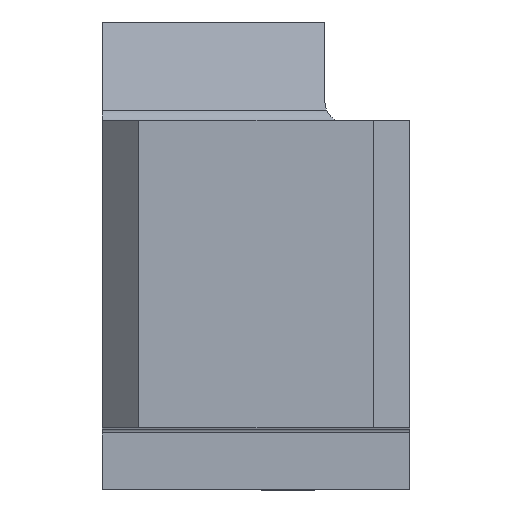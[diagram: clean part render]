
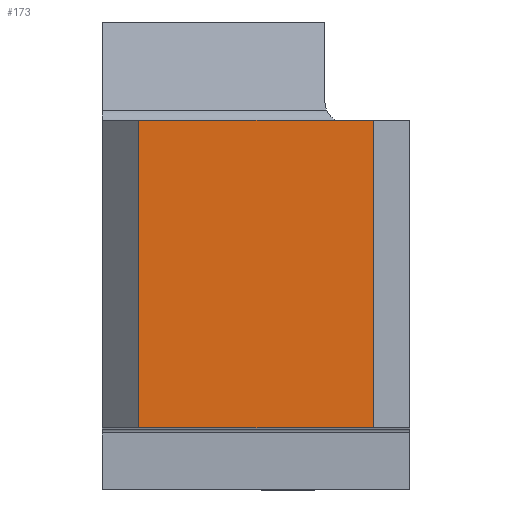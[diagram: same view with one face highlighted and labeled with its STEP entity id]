
A CAD part, top view. The second image highlights one B-rep face of the part: STEP entity #173.
In plain terms, the highlighted planar face has unit normal (0, 0, 1).
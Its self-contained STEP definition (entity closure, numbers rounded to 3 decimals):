
#173=ADVANCED_FACE('CU_BACK_SU1',(#287),#232,.F.);
#232=PLANE('',#1442);
#287=FACE_OUTER_BOUND('',#352,.T.);
#352=EDGE_LOOP('',(#561,#562,#563,#564));
#561=ORIENTED_EDGE('',*,*,#980,.F.);
#562=ORIENTED_EDGE('',*,*,#981,.T.);
#563=ORIENTED_EDGE('',*,*,#982,.T.);
#564=ORIENTED_EDGE('',*,*,#983,.F.);
#839=VERTEX_POINT('',#2129);
#840=VERTEX_POINT('',#2130);
#841=VERTEX_POINT('',#2132);
#842=VERTEX_POINT('',#2134);
#980=EDGE_CURVE('',#839,#840,#1131,.T.);
#981=EDGE_CURVE('',#839,#841,#1132,.T.);
#982=EDGE_CURVE('',#841,#842,#1133,.T.);
#983=EDGE_CURVE('',#840,#842,#1134,.T.);
#1131=LINE('',#2128,#1268);
#1132=LINE('',#2131,#1269);
#1133=LINE('',#2133,#1270);
#1134=LINE('',#2135,#1271);
#1268=VECTOR('',#1693,1.);
#1269=VECTOR('',#1694,1.);
#1270=VECTOR('',#1695,1.);
#1271=VECTOR('',#1696,1.);
#1442=AXIS2_PLACEMENT_3D('',#2136,#1697,#1698);
#1693=DIRECTION('',(0.,1.,0.));
#1694=DIRECTION('',(1.,0.,0.));
#1695=DIRECTION('',(0.,1.,0.));
#1696=DIRECTION('',(1.,0.,0.));
#1697=DIRECTION('',(0.,0.,-1.));
#1698=DIRECTION('',(-1.,0.,0.));
#2128=CARTESIAN_POINT('',(-22.4,0.,0.));
#2129=CARTESIAN_POINT('',(-22.4,0.,0.));
#2130=CARTESIAN_POINT('',(-22.4,25.4,0.));
#2131=CARTESIAN_POINT('',(-110.,0.,0.));
#2132=CARTESIAN_POINT('',(-3.,0.,0.));
#2133=CARTESIAN_POINT('',(-3.,0.,0.));
#2134=CARTESIAN_POINT('',(-3.,25.4,0.));
#2135=CARTESIAN_POINT('',(-110.,25.4,0.));
#2136=CARTESIAN_POINT('',(15.46,38.3,0.));
